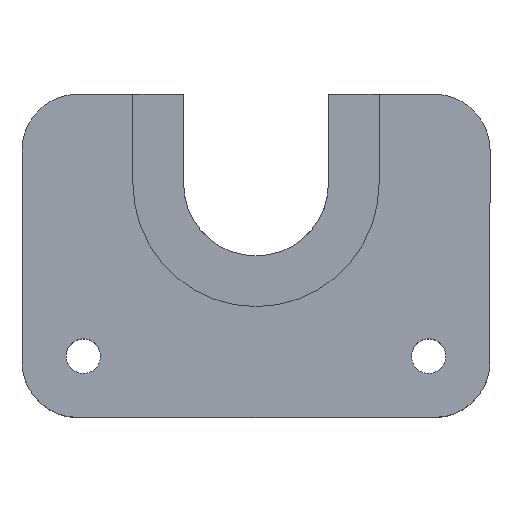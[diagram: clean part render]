
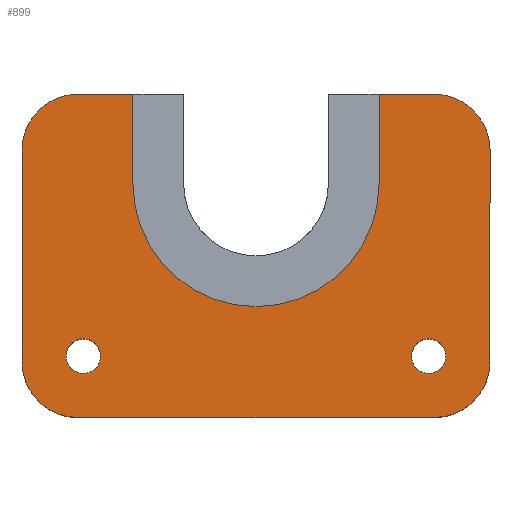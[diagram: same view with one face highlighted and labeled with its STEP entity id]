
A CAD part, top view. The second image highlights one B-rep face of the part: STEP entity #899.
In plain terms, the highlighted planar face has unit normal (0, 0, 1).
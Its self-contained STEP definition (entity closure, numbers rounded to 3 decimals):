
#73=CARTESIAN_POINT('',(-17.05,-15.5,15.0));
#74=VERTEX_POINT('',#73);
#75=CARTESIAN_POINT('',(-15.5,-15.5,15.0));
#76=DIRECTION('',(0.0,0.0,-1.0));
#77=DIRECTION('',(1.0,0.0,0.0));
#78=AXIS2_PLACEMENT_3D('',#75,#76,#77);
#79=CIRCLE('',#78,1.55);
#80=EDGE_CURVE('',#74,#74,#79,.T.);
#101=CARTESIAN_POINT('',(13.95,-15.5,15.0));
#102=VERTEX_POINT('',#101);
#103=CARTESIAN_POINT('',(15.5,-15.5,15.0));
#104=DIRECTION('',(0.0,0.0,-1.0));
#105=DIRECTION('',(1.0,0.0,0.0));
#106=AXIS2_PLACEMENT_3D('',#103,#104,#105);
#107=CIRCLE('',#106,1.55);
#108=EDGE_CURVE('',#102,#102,#107,.T.);
#296=CARTESIAN_POINT('',(-16.,8.,15.0));
#297=VERTEX_POINT('',#296);
#304=CARTESIAN_POINT('',(-11.05,8.,15.0));
#305=VERTEX_POINT('',#304);
#306=CARTESIAN_POINT('',(-11.05,8.,15.0));
#307=DIRECTION('',(-1.0,0.0,0.0));
#308=VECTOR('',#307,4.95);
#309=LINE('',#306,#308);
#310=EDGE_CURVE('',#305,#297,#309,.T.);
#407=CARTESIAN_POINT('',(11.05,8.,15.0));
#408=VERTEX_POINT('',#407);
#415=CARTESIAN_POINT('',(16.,8.,15.0));
#416=VERTEX_POINT('',#415);
#417=CARTESIAN_POINT('',(16.,8.,15.0));
#418=DIRECTION('',(-1.0,0.0,0.0));
#419=VECTOR('',#418,4.95);
#420=LINE('',#417,#419);
#421=EDGE_CURVE('',#416,#408,#420,.T.);
#565=CARTESIAN_POINT('',(11.05,0.,15.0));
#566=VERTEX_POINT('',#565);
#567=CARTESIAN_POINT('',(-11.05,0.,15.0));
#568=VERTEX_POINT('',#567);
#569=CARTESIAN_POINT('',(0.0,0.0,15.0));
#570=DIRECTION('',(0.0,0.0,-1.0));
#571=DIRECTION('',(-1.0,0.0,0.0));
#572=AXIS2_PLACEMENT_3D('',#569,#570,#571);
#573=CIRCLE('',#572,11.05);
#574=EDGE_CURVE('',#566,#568,#573,.T.);
#597=CARTESIAN_POINT('',(11.05,8.,15.0));
#598=DIRECTION('',(0.0,-1.0,0.0));
#599=VECTOR('',#598,8.);
#600=LINE('',#597,#599);
#601=EDGE_CURVE('',#408,#566,#600,.T.);
#614=CARTESIAN_POINT('',(-11.05,0.,15.0));
#615=DIRECTION('',(0.0,1.0,0.0));
#616=VECTOR('',#615,8.);
#617=LINE('',#614,#616);
#618=EDGE_CURVE('',#568,#305,#617,.T.);
#631=CARTESIAN_POINT('',(-16.0,-21.,15.0));
#632=VERTEX_POINT('',#631);
#633=CARTESIAN_POINT('',(-21.0,-16.,15.0));
#634=VERTEX_POINT('',#633);
#635=CARTESIAN_POINT('',(-16.0,-16.,15.0));
#636=DIRECTION('',(0.0,0.0,-1.0));
#637=DIRECTION('',(-0.707,-0.707,0.0));
#638=AXIS2_PLACEMENT_3D('',#635,#636,#637);
#639=CIRCLE('',#638,5.);
#640=EDGE_CURVE('',#632,#634,#639,.T.);
#682=CARTESIAN_POINT('',(16.,-21.,15.0));
#683=VERTEX_POINT('',#682);
#690=CARTESIAN_POINT('',(-16.0,-21.,15.0));
#691=DIRECTION('',(1.0,0.0,0.0));
#692=VECTOR('',#691,32.0);
#693=LINE('',#690,#692);
#694=EDGE_CURVE('',#632,#683,#693,.T.);
#770=CARTESIAN_POINT('',(21.,3.0,15.0));
#771=VERTEX_POINT('',#770);
#772=CARTESIAN_POINT('',(16.,3.,15.0));
#773=DIRECTION('',(0.0,0.0,-1.0));
#774=DIRECTION('',(0.707,0.707,0.0));
#775=AXIS2_PLACEMENT_3D('',#772,#773,#774);
#776=CIRCLE('',#775,5.);
#777=EDGE_CURVE('',#416,#771,#776,.T.);
#795=CARTESIAN_POINT('',(-21.,3.,15.0));
#796=VERTEX_POINT('',#795);
#797=CARTESIAN_POINT('',(-16.,3.,15.0));
#798=DIRECTION('',(0.0,0.0,-1.0));
#799=DIRECTION('',(-0.707,0.707,0.0));
#800=AXIS2_PLACEMENT_3D('',#797,#798,#799);
#801=CIRCLE('',#800,5.0);
#802=EDGE_CURVE('',#796,#297,#801,.T.);
#821=CARTESIAN_POINT('',(-21.,3.,15.0));
#822=DIRECTION('',(0.0,-1.0,0.0));
#823=VECTOR('',#822,19.);
#824=LINE('',#821,#823);
#825=EDGE_CURVE('',#796,#634,#824,.T.);
#837=CARTESIAN_POINT('',(21.0,-16.,15.0));
#838=VERTEX_POINT('',#837);
#839=CARTESIAN_POINT('',(16.,-16.,15.0));
#840=DIRECTION('',(0.0,0.0,-1.0));
#841=DIRECTION('',(0.707,-0.707,0.0));
#842=AXIS2_PLACEMENT_3D('',#839,#840,#841);
#843=CIRCLE('',#842,5.);
#844=EDGE_CURVE('',#838,#683,#843,.T.);
#863=CARTESIAN_POINT('',(21.,-16.,15.0));
#864=DIRECTION('',(0.0,1.0,0.0));
#865=VECTOR('',#864,19.);
#866=LINE('',#863,#865);
#867=EDGE_CURVE('',#838,#771,#866,.T.);
#874=CARTESIAN_POINT('',(0.0,-6.5,15.0));
#875=DIRECTION('',(0.0,0.0,1.0));
#876=DIRECTION('',(1.0,0.0,0.0));
#877=AXIS2_PLACEMENT_3D('',#874,#875,#876);
#878=PLANE('',#877);
#879=ORIENTED_EDGE('',*,*,#618,.T.);
#880=ORIENTED_EDGE('',*,*,#310,.T.);
#881=ORIENTED_EDGE('',*,*,#802,.F.);
#882=ORIENTED_EDGE('',*,*,#825,.T.);
#883=ORIENTED_EDGE('',*,*,#640,.F.);
#884=ORIENTED_EDGE('',*,*,#694,.T.);
#885=ORIENTED_EDGE('',*,*,#844,.F.);
#886=ORIENTED_EDGE('',*,*,#867,.T.);
#887=ORIENTED_EDGE('',*,*,#777,.F.);
#888=ORIENTED_EDGE('',*,*,#421,.T.);
#889=ORIENTED_EDGE('',*,*,#601,.T.);
#890=ORIENTED_EDGE('',*,*,#574,.T.);
#891=EDGE_LOOP('',(#879,#880,#881,#882,#883,#884,#885,#886,#887,#888,#889,#890));
#892=FACE_OUTER_BOUND('',#891,.T.);
#893=ORIENTED_EDGE('',*,*,#80,.T.);
#894=EDGE_LOOP('',(#893));
#895=FACE_BOUND('',#894,.T.);
#896=ORIENTED_EDGE('',*,*,#108,.T.);
#897=EDGE_LOOP('',(#896));
#898=FACE_BOUND('',#897,.T.);
#899=ADVANCED_FACE('',(#892,#895,#898),#878,.T.);
